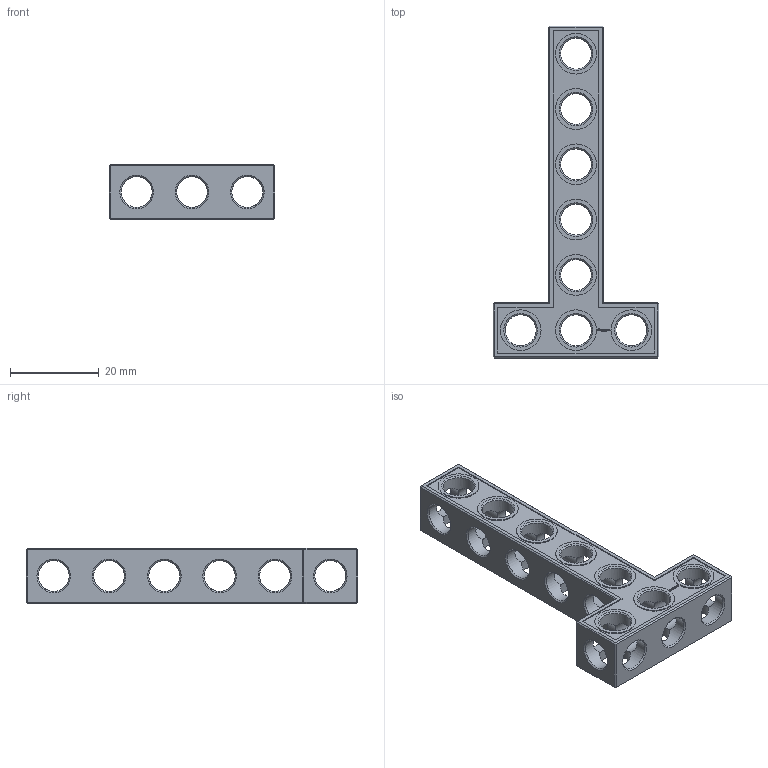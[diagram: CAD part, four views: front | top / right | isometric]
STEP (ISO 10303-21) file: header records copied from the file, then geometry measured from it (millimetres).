
FILE_DESCRIPTION(('FreeCAD Model'),'2;1');
FILE_NAME('Open CASCADE Shape Model','2021-08-07T21:03:09',( 'Paulo Kiefe'),('STEMFIE.org'),'Open CASCADE STEP processor 7.4', 'FreeCAD','Unknown');
FILE_SCHEMA(('AUTOMOTIVE_DESIGN { 1 0 10303 214 1 1 1 1 }'));
Length unit declared in the file: millimetre
Products named in the file (1): Beam_TSH_SYM_ESS_BU03x06x01_-_SPN-BEM-1004_(stemfie.org)
Bounding box: 37.5 x 75 x 12.5 mm (x, y, z)
Volume: 7807.1 mm3; surface area: 7145.7 mm2
Topology: 1 solids, 1 shells, 598 faces, 1716 edges, 1130 vertices
Faces by surface type: plane 389, extrusion 126, cylinder 49, cone 34
Full cylindrical faces by diameter (mm): 7 x41, 9.2 x8
Entity records: 49473 total; most frequent: CARTESIAN_POINT 12392, DIRECTION 5474, VECTOR 3982, LINE 3856, ORIENTED_EDGE 3432, PCURVE 3432, DEFINITIONAL_REPRESENTATION 3432, EDGE_CURVE 1716
